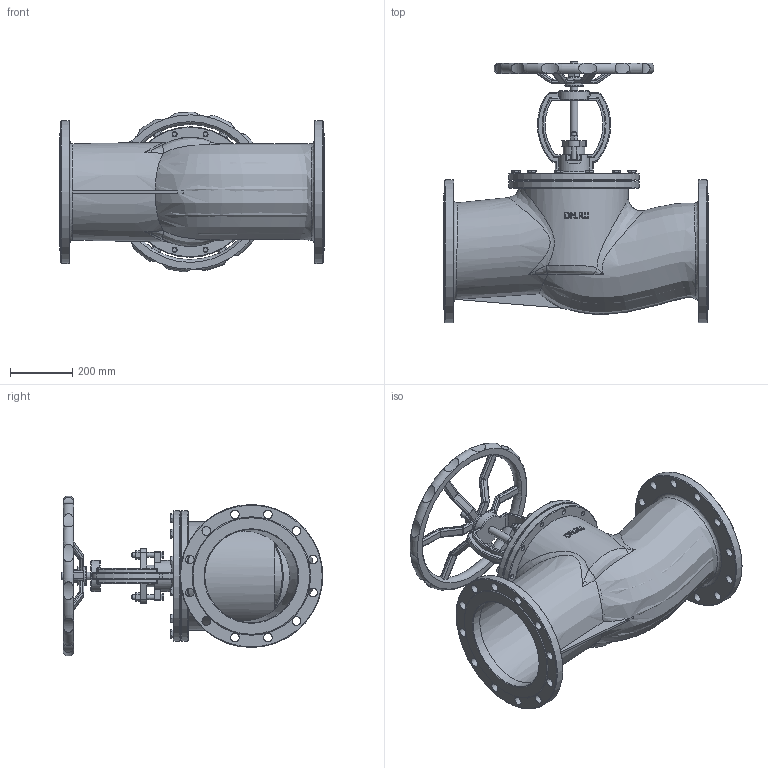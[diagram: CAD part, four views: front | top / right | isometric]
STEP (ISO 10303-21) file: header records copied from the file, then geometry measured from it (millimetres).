
FILE_DESCRIPTION(/* description */ (''),/* implementation_level */ '2;1');
FILE_NAME(/* name */ 'DN300_3D_STEP.stp',/* time_stamp */ '2024-02-11T22:30:00+03:00',/* author */ ('igorr'),/* organization */ (''),/* preprocessor_version */ 'ST-DEVELOPER v19.2',/* originating_system */ 'Autodesk Inventor 2023',/* authorisation */ '');
FILE_SCHEMA (('AUTOMOTIVE_DESIGN { 1 0 10303 214 3 1 1 }'));
Length unit declared in the file: millimetre
Products named in the file (6): Сборка; Деталь1; Деталь2; AS 1110 - M16 x 40; ANSI B18.2.4.2M - M16x2; ANSI B18.2.4.2M - M24x3
Assembly tree (17 placements, depth 2):
  Сборка
    Деталь1
    Деталь2
    AS 1110 - M16 x 40  x12
    ANSI B18.2.4.2M - M16x2  x2
    ANSI B18.2.4.2M - M24x3
Bounding box: 850 x 842 x 514.31 mm (x, y, z)
Volume: 48087701.9 mm3; surface area: 3198319 mm2
Topology: 17 solids, 17 shells, 977 faces, 2332 edges, 1406 vertices
Faces by surface type: plane 385, cylinder 291, cone 135, torus 79, bspline 63, sphere 24
Full cylindrical faces by diameter (mm): 13.835 x2, 16 x40, 20.752 x1, 24 x12, 25 x3, 28 x24, 30 x1, 32.5 x1, 60 x2, 70 x1, 188.24 x1, 200 x1, 300 x2, 420 x2, 460 x2
Entity records: 28087 total; most frequent: CARTESIAN_POINT 10765, ORIENTED_EDGE 3442, DIRECTION 3417, EDGE_CURVE 1721, AXIS2_PLACEMENT_3D 1367, VERTEX_POINT 1047, EDGE_LOOP 830, FACE_OUTER_BOUND 690
